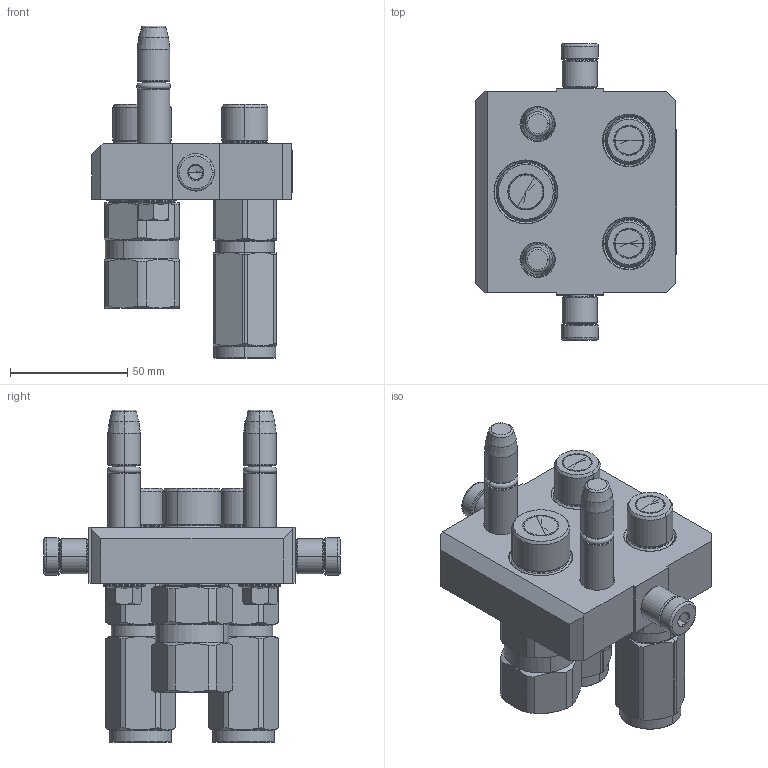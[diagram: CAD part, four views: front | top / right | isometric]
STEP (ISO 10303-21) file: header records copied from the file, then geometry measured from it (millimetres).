
FILE_DESCRIPTION (( 'STEP AP214' ), '1' );
FILE_NAME ('FASTER.step', '2025-01-13T14:40:10', ( '' ), ( '' ), 'SwSTEP 2.0', 'SolidWorks 2017', '' );
FILE_SCHEMA (( 'AUTOMOTIVE_DESIGN' ));
Length unit declared in the file: millimetre
Products named in the file (12): or2_62x9_19_m; P306_M_BASE; 4820_010_0000_001; 3ffnp38-12g_m; 4830_013_3000_030; 4830_021_0000_000; FASTER; 2ffnp12-18g_m; 4830_028_1000_011; 1540_080_0008_000; et002
Assembly tree (17 placements, depth 3):
  FASTER
    P306_M_BASE
      4820_010_0000_001
      4830_021_0000_000  x2
      1540_080_0008_000  x2
      4830_013_3000_030  x2
      4830_028_1000_011  x2
      or2_62x9_19_m  x2
    2ffnp12-18g_m
    3ffnp38-12g_m  x2
      3ffnp38-12g_m
    et002
Bounding box: 85.8 x 126.6 x 141.8 mm (x, y, z)
Volume: 39341.5 mm3; surface area: 98860.1 mm2
Topology: 8 solids, 42 shells, 1903 faces, 5113 edges, 3309 vertices
Faces by surface type: plane 1118, cone 323, cylinder 304, torus 114, bspline 44
Entity records: 57461 total; most frequent: CARTESIAN_POINT 13452, ORIENTED_EDGE 8216, DIRECTION 7785, EDGE_CURVE 4218, LINE 3103, VECTOR 3103, VERTEX_POINT 2738, AXIS2_PLACEMENT_3D 2341
